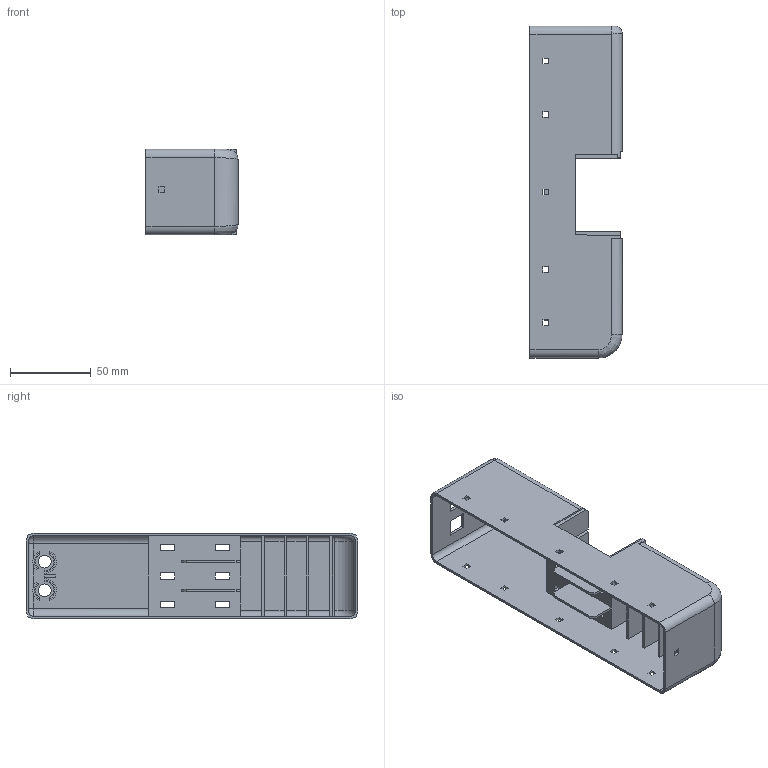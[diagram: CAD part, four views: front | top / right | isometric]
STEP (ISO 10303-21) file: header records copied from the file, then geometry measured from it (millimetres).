
FILE_DESCRIPTION(('Open CASCADE Model'),'2;1');
FILE_NAME('Open CASCADE Shape Model','2020-06-15T16:46:47',( 'CAD Processor'),('OPEN CASCADE S.A.S'), 'Open CASCADE STEP processor 7.4','CAD Processor','Unknown');
FILE_SCHEMA(('AUTOMOTIVE_DESIGN { 1 0 10303 214 1 1 1 1 }'));
Length unit declared in the file: millimetre
Products named in the file (2): =>[0:1:1:2]; Capot
Assembly tree (1 placements, depth 2):
  =>[0:1:1:2]
    Capot
Bounding box: 57 x 205.39 x 53.1 mm (x, y, z)
Volume: 82487.6 mm3; surface area: 91270.6 mm2
Topology: 1 solids, 1 shells, 291 faces, 867 edges, 586 vertices
Faces by surface type: plane 222, cylinder 61, bspline 6, torus 2
Entity records: 10581 total; most frequent: CARTESIAN_POINT 2538, ORIENTED_EDGE 1734, DIRECTION 1529, EDGE_CURVE 867, LINE 727, VECTOR 727, VERTEX_POINT 586, AXIS2_PLACEMENT_3D 401
